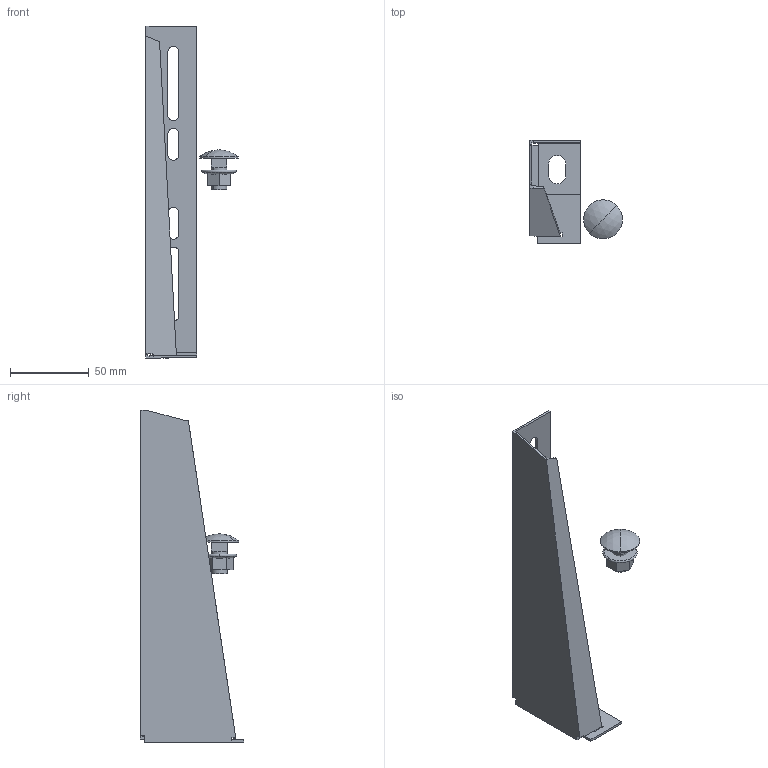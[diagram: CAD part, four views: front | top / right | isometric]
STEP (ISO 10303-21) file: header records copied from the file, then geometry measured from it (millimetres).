
FILE_DESCRIPTION (( 'STEP AP214' ), '1' );
FILE_NAME ('6424432.STEP', '2024-05-31T07:37:38', ( '' ), ( '' ), 'SwSTEP 2.0', 'SolidWorks 2022', '' );
FILE_SCHEMA (( 'AUTOMOTIVE_DESIGN' ));
Length unit declared in the file: millimetre
Products named in the file (5): 183071_Standard; 151273_M10x20; 6424432; 151274_DIN EN 1661 - M10; 183111_Standard
Assembly tree (4 placements, depth 3):
  6424432
    183111_Standard
      183071_Standard
    151273_M10x20
    151274_DIN EN 1661 - M10
Bounding box: 58.78 x 65.32 x 210.3 mm (x, y, z)
Volume: 34779.6 mm3; surface area: 44660.6 mm2
Topology: 3 solids, 3 shells, 112 faces, 299 edges, 194 vertices
Faces by surface type: plane 72, cylinder 25, cone 7, bspline 4, sphere 2, torus 2
Entity records: 3816 total; most frequent: CARTESIAN_POINT 825, ORIENTED_EDGE 598, DIRECTION 554, EDGE_CURVE 299, LINE 204, VECTOR 204, VERTEX_POINT 194, AXIS2_PLACEMENT_3D 175
